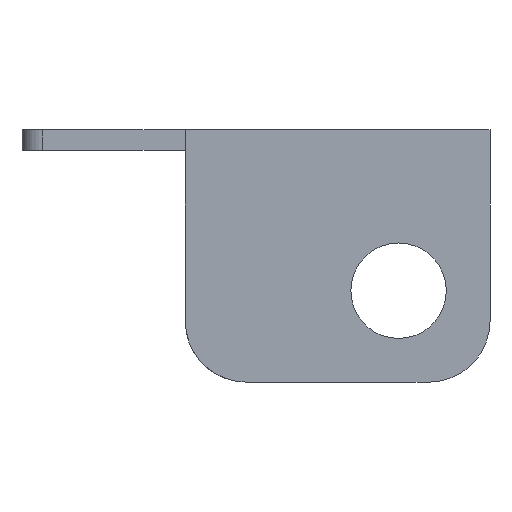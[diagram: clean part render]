
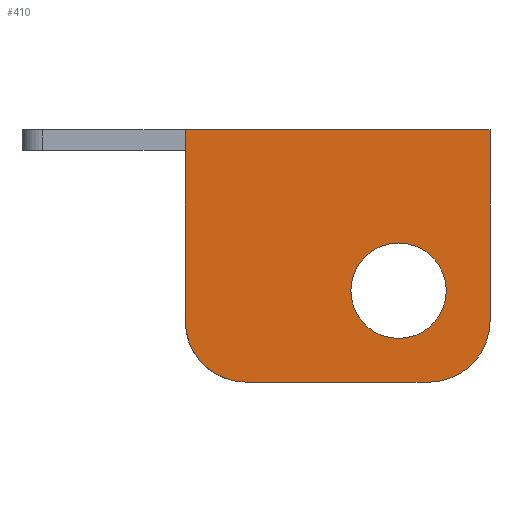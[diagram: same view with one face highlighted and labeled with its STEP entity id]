
A CAD part, front view. The second image highlights one B-rep face of the part: STEP entity #410.
In plain terms, the highlighted planar face has unit normal (0, -1, 0).
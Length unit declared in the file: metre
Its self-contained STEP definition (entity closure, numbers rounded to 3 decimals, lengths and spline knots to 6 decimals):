
#30=LINE('',#621,#73);
#32=LINE('',#630,#75);
#40=LINE('',#651,#83);
#43=LINE('',#659,#86);
#73=VECTOR('',#493,1.);
#75=VECTOR('',#503,1.);
#83=VECTOR('',#519,1.);
#86=VECTOR('',#528,1.);
#137=ORIENTED_EDGE('',*,*,#233,.F.);
#138=ORIENTED_EDGE('',*,*,#250,.T.);
#139=ORIENTED_EDGE('',*,*,#237,.F.);
#140=ORIENTED_EDGE('',*,*,#251,.T.);
#141=ORIENTED_EDGE('',*,*,#247,.T.);
#142=ORIENTED_EDGE('',*,*,#252,.T.);
#143=ORIENTED_EDGE('',*,*,#236,.F.);
#233=EDGE_CURVE('',#291,#292,#30,.T.);
#236=EDGE_CURVE('',#294,#294,#322,.T.);
#237=EDGE_CURVE('',#295,#296,#32,.T.);
#247=EDGE_CURVE('',#304,#305,#40,.T.);
#250=EDGE_CURVE('',#291,#296,#325,.T.);
#251=EDGE_CURVE('',#295,#304,#326,.T.);
#252=EDGE_CURVE('',#305,#292,#43,.T.);
#291=VERTEX_POINT('',#620);
#292=VERTEX_POINT('',#622);
#294=VERTEX_POINT('',#628);
#295=VERTEX_POINT('',#631);
#296=VERTEX_POINT('',#632);
#304=VERTEX_POINT('',#652);
#305=VERTEX_POINT('',#653);
#322=CIRCLE('',#444,0.00235);
#325=CIRCLE('',#451,0.003);
#326=CIRCLE('',#452,0.003);
#342=EDGE_LOOP('',(#137,#138,#139,#140,#141,#142));
#343=EDGE_LOOP('',(#143));
#370=FACE_BOUND('',#342,.T.);
#371=FACE_BOUND('',#343,.T.);
#394=PLANE('',#450);
#410=ADVANCED_FACE('',(#370,#371),#394,.T.);
#444=AXIS2_PLACEMENT_3D('',#627,#499,#500);
#450=AXIS2_PLACEMENT_3D('',#656,#522,#523);
#451=AXIS2_PLACEMENT_3D('',#657,#524,#525);
#452=AXIS2_PLACEMENT_3D('',#658,#526,#527);
#493=DIRECTION('',(0.,0.,1.));
#499=DIRECTION('',(0.,-1.,0.));
#500=DIRECTION('',(0.,0.,-1.));
#503=DIRECTION('',(-1.,0.,0.));
#519=DIRECTION('',(0.,0.,1.));
#522=DIRECTION('',(0.,-1.,0.));
#523=DIRECTION('',(1.,0.,0.));
#524=DIRECTION('',(0.,-1.,0.));
#525=DIRECTION('',(0.,0.,-1.));
#526=DIRECTION('',(0.,-1.,0.));
#527=DIRECTION('',(0.,0.,-1.));
#528=DIRECTION('',(-1.,0.,0.));
#620=CARTESIAN_POINT('',(0.013672,-0.042,-0.021915));
#621=CARTESIAN_POINT('',(0.013672,-0.042,-0.018708));
#622=CARTESIAN_POINT('',(0.013672,-0.042,-0.0125));
#627=CARTESIAN_POINT('',(0.024172,-0.042,-0.020415));
#628=CARTESIAN_POINT('',(0.024172,-0.042,-0.022765));
#630=CARTESIAN_POINT('',(0.024172,-0.042,-0.024915));
#631=CARTESIAN_POINT('',(0.025672,-0.042,-0.024915));
#632=CARTESIAN_POINT('',(0.016672,-0.042,-0.024915));
#651=CARTESIAN_POINT('',(0.028672,-0.042,-0.020415));
#652=CARTESIAN_POINT('',(0.028672,-0.042,-0.021915));
#653=CARTESIAN_POINT('',(0.028672,-0.042,-0.0125));
#656=CARTESIAN_POINT('',(0.,-0.042,-0.002458));
#657=CARTESIAN_POINT('',(0.016672,-0.042,-0.021915));
#658=CARTESIAN_POINT('',(0.025672,-0.042,-0.021915));
#659=CARTESIAN_POINT('',(0.021172,-0.042,-0.0125));
